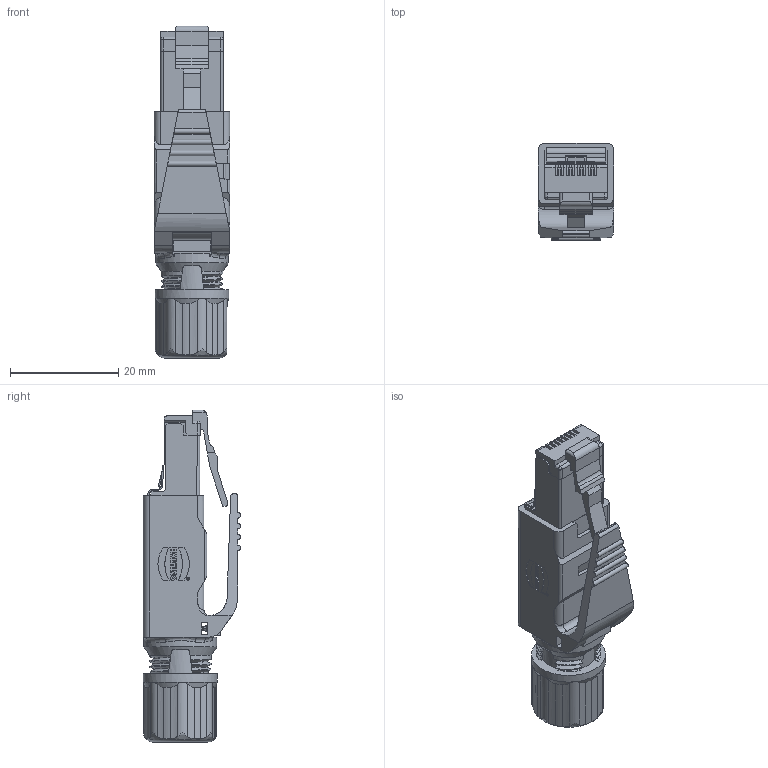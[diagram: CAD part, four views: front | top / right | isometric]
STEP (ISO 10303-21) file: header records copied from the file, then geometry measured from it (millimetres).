
FILE_DESCRIPTION(/* description */ (''),/* implementation_level */ '2;1');
FILE_NAME(/* name */ '100534547ugm000_c.stp',/* time_stamp */ '2019-09-25T09:46:43+02:00',/* author */ (''),/* organization */ (''),/* preprocessor_version */ 'ST-DEVELOPER v16.7',/* originating_system */ 'SIEMENS PLM Software NX 12.0',/* authorisation */ '');
FILE_SCHEMA (('AUTOMOTIVE_DESIGN { 1 0 10303 214 3 1 1 1 }'));
Length unit declared in the file: millimetre
Products named in the file (1): 100534547ugm000_c
Bounding box: 13.97 x 18.01 x 61.46 mm (x, y, z)
Surface area: 4617.5 mm2 (no closed solid volume)
Topology: 0 solids, 1 shells, 632 faces, 1786 edges, 1181 vertices
Faces by surface type: plane 352, cylinder 195, bspline 52, cone 14, extrusion 13, torus 4, sphere 2
Full cylindrical faces by diameter (mm): 0.376 x1, 0.589 x1, 9.6 x1, 13.5 x1, 13.7 x1
Entity records: 34594 total; most frequent: CARTESIAN_POINT 14408, ORIENTED_EDGE 3546, DIRECTION 2876, EDGE_CURVE 1773, VERTEX_POINT 1177, VECTOR 1080, LINE 1067, AXIS2_PLACEMENT_3D 898
